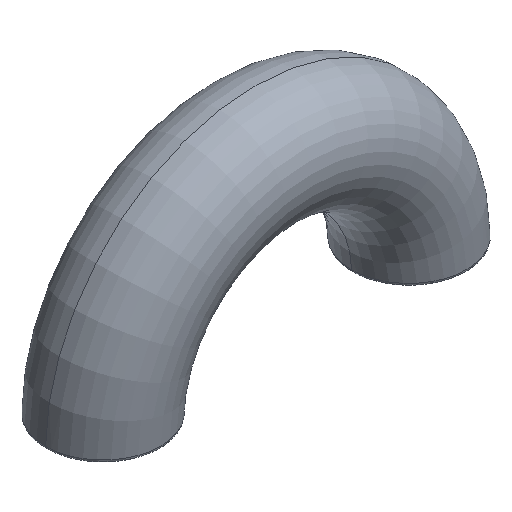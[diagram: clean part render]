
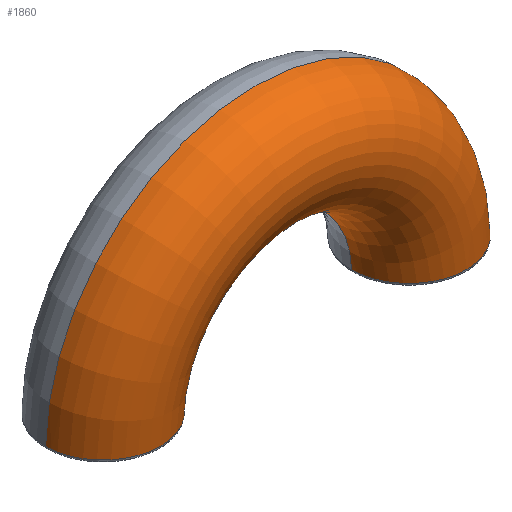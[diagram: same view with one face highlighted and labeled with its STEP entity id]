
A CAD part, isometric view. The second image highlights one B-rep face of the part: STEP entity #1860.
In plain terms, the highlighted toroidal (fillet/blend) face has major radius 12.7 mm and minor radius 4.763 mm.
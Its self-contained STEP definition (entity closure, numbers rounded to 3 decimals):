
#3=CARTESIAN_POINT('POINT2',(20.634,0.,
   0.246));
#4=VERTEX_POINT('VERTEX2',#3);
#20=CARTESIAN_POINT('POINT3',(30.161,0.,
   0.258));
#21=VERTEX_POINT('VERTEX3',#20);
#892=B_SPLINE_CURVE_WITH_KNOTS('SPLINE_CRV5',3,(#893,#894,#895,#896,#897
   ,#898,#899,#900,#901,#902,#903,#904,#905,#906,#907,#908,#909,#910,
   #911,#912,#913),.UNSPECIFIED.,.F.,.F.,(4,1,1,1,1,1,1,1,1,1,1,1,1,1,1,
   1,1,1,4),(0.,0.056,0.113,
   0.169,0.226,0.282,
   0.338,0.395,0.452,
   0.508,0.555,0.603,
   0.664,0.74,0.786,
   0.833,0.888,0.943,
   1.),.UNSPECIFIED.);
#893=CARTESIAN_POINT('',(30.161,0.,
   0.258));
#894=CARTESIAN_POINT('',(30.16,-0.281,
   0.258));
#895=CARTESIAN_POINT('',(30.111,-0.844,
   0.258));
#896=CARTESIAN_POINT('',(29.888,-1.661,
   0.258));
#897=CARTESIAN_POINT('',(29.525,-2.427,
   0.257));
#898=CARTESIAN_POINT('',(29.032,-3.117,
   0.257));
#899=CARTESIAN_POINT('',(28.426,-3.708,
   0.257));
#900=CARTESIAN_POINT('',(27.724,-4.185,
   0.256));
#901=CARTESIAN_POINT('',(26.948,-4.53,
   0.255));
#902=CARTESIAN_POINT('',(26.126,-4.732,
   0.255));
#903=CARTESIAN_POINT('',(25.328,-4.783,
   0.254));
#904=CARTESIAN_POINT('',(24.575,-4.709,
   0.253));
#905=CARTESIAN_POINT('',(23.816,-4.517,
   0.252));
#906=CARTESIAN_POINT('',(22.968,-4.14,
   0.251));
#907=CARTESIAN_POINT('',(22.228,-3.595,
   0.25));
#908=CARTESIAN_POINT('',(21.655,-2.974,
   0.248));
#909=CARTESIAN_POINT('',(21.237,-2.362,
   0.248));
#910=CARTESIAN_POINT('',(20.902,-1.646,
   0.247));
#911=CARTESIAN_POINT('',(20.683,-0.841,
   0.246));
#912=CARTESIAN_POINT('',(20.634,-0.282,
   0.246));
#913=CARTESIAN_POINT('',(20.634,0.,
   0.246));
#914=EDGE_CURVE('EDGE5',#21,#4,#892,.T.);
#1775=CARTESIAN_POINT('POINT7',(-4.761,0.,
   0.258));
#1776=VERTEX_POINT('VERTEX7',#1775);
#1777=CARTESIAN_POINT('POS4',(12.7,0.,0.));
#1778=DIRECTION('DIR7',(0.,1.,0.));
#1779=DIRECTION('DIR8',(-1.,0.,
   0.015));
#1780=AXIS2_PLACEMENT_3D('AXIS4',#1777,#1778,#1779);
#1781=CIRCLE('ELLIPSE3',#1780,17.463);
#1782=EDGE_CURVE('EDGE9',#1776,#21,#1781,.T.);
#1785=CARTESIAN_POINT('POINT8',(4.766,
   0.,0.246));
#1786=VERTEX_POINT('VERTEX8',#1785);
#1787=CARTESIAN_POINT('POS5',(12.7,0.,0.))
   ;
#1788=DIRECTION('DIR9',(0.,1.,0.));
#1789=DIRECTION('DIR10',(-1.,0.,
   0.031));
#1790=AXIS2_PLACEMENT_3D('AXIS5',#1787,#1788,#1789);
#1791=CIRCLE('ELLIPSE4',#1790,7.938);
#1792=EDGE_CURVE('EDGE10',#1786,#4,#1791,.T.);
#1826=ORIENTED_EDGE('COEDGE17',*,*,#1792,.T.);
#1827=ORIENTED_EDGE('COEDGE18',*,*,#914,.F.);
#1828=ORIENTED_EDGE('COEDGE19',*,*,#1782,.F.);
#1829=B_SPLINE_CURVE_WITH_KNOTS('SPLINE_CRV8',3,(#1830,#1831,#1832,#1833
   ,#1834,#1835,#1836,#1837,#1838,#1839,#1840,#1841,#1842,#1843,#1844,
   #1845,#1846,#1847,#1848,#1849,#1850),.UNSPECIFIED.,.F.,.F.,(4,1,1,1,1
   ,1,1,1,1,1,1,1,1,1,1,1,1,1,4),(0.,0.056,
   0.113,0.169,0.225,
   0.28,0.336,0.391,
   0.447,0.503,0.558,
   0.614,0.669,0.725,
   0.78,0.836,0.891,
   0.945,1.),.UNSPECIFIED.);
#1830=CARTESIAN_POINT('',(4.766,0.,
   0.246));
#1831=CARTESIAN_POINT('',(4.766,-0.281,
   0.246));
#1832=CARTESIAN_POINT('',(4.716,-0.844,
   0.246));
#1833=CARTESIAN_POINT('',(4.494,-1.662,
   0.247));
#1834=CARTESIAN_POINT('',(4.132,-2.423,
   0.248));
#1835=CARTESIAN_POINT('',(3.645,-3.106,
   0.249));
#1836=CARTESIAN_POINT('',(3.05,-3.691,
   0.25));
#1837=CARTESIAN_POINT('',(2.363,-4.164,
   0.251));
#1838=CARTESIAN_POINT('',(1.604,-4.511,
   0.252));
#1839=CARTESIAN_POINT('',(0.797,-4.72,
   0.253));
#1840=CARTESIAN_POINT('',(-0.035,-4.787,
   0.254));
#1841=CARTESIAN_POINT('',(-0.866,-4.707,
   0.255));
#1842=CARTESIAN_POINT('',(-1.67,-4.485,
   0.256));
#1843=CARTESIAN_POINT('',(-2.423,-4.127,
   0.256));
#1844=CARTESIAN_POINT('',(-3.103,-3.643,
   0.257));
#1845=CARTESIAN_POINT('',(-3.689,-3.048,
   0.257));
#1846=CARTESIAN_POINT('',(-4.16,-2.365,
   0.257));
#1847=CARTESIAN_POINT('',(-4.504,-1.614,
   0.258));
#1848=CARTESIAN_POINT('',(-4.714,-0.819,
   0.258));
#1849=CARTESIAN_POINT('',(-4.76,-0.273,
   0.258));
#1850=CARTESIAN_POINT('',(-4.761,0.,
   0.258));
#1851=EDGE_CURVE('EDGE12',#1776,#1786,#1829,.F.);
#1852=ORIENTED_EDGE('COEDGE20',*,*,#1851,.T.);
#1853=EDGE_LOOP('NONE',(#1826,#1827,#1828,#1852));
#1854=FACE_BOUND('LOOP1',#1853,.T.);
#1855=CARTESIAN_POINT('POS7',(12.7,0.,0.));
#1856=DIRECTION('DIR13',(0.,1.,0.));
#1857=DIRECTION('DIR14',(1.,0.,0.));
#1858=AXIS2_PLACEMENT_3D('AXIS7',#1855,#1856,#1857);
#1859=TOROIDAL_SURFACE('TORUS2',#1858,12.7,4.763);
#1860=ADVANCED_FACE('FACE5',(#1854),#1859,.T.);
